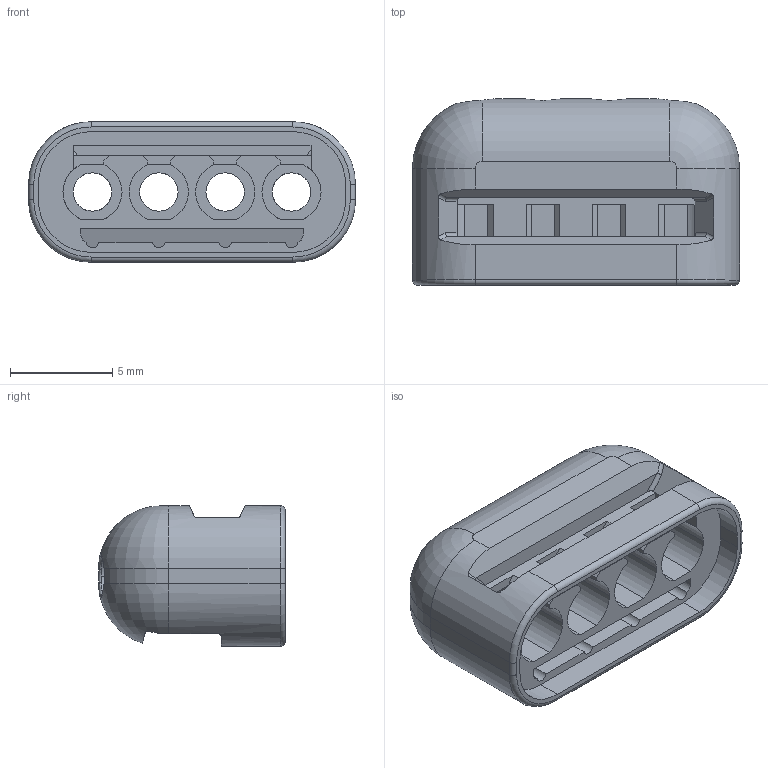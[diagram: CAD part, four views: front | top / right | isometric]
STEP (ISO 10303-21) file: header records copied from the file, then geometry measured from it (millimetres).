
FILE_DESCRIPTION (( 'STEP AP203' ), '1' );
FILE_NAME ('NNP-DWG-130-003-000 Remote Module, Pre-Molded Header Body.STEP', '2024-08-12T19:53:06', ( '' ), ( '' ), 'SwSTEP 2.0', 'SolidWorks 2024', '' );
FILE_SCHEMA (( 'CONFIG_CONTROL_DESIGN' ));
Length unit declared in the file: inch
Products named in the file (1): NNP-DWG-130-003-000 Remote Module, Pre-Molded Header Body
Bounding box: 16.02 x 9.14 x 6.88 mm (x, y, z)
Volume: 433.9 mm3; surface area: 873.4 mm2
Topology: 1 solids, 1 shells, 176 faces, 517 edges, 330 vertices
Faces by surface type: plane 94, cylinder 54, torus 14, bspline 14
Entity records: 6354 total; most frequent: CARTESIAN_POINT 1654, ORIENTED_EDGE 1034, DIRECTION 921, EDGE_CURVE 517, VERTEX_POINT 330, VECTOR 311, LINE 311, AXIS2_PLACEMENT_3D 305
